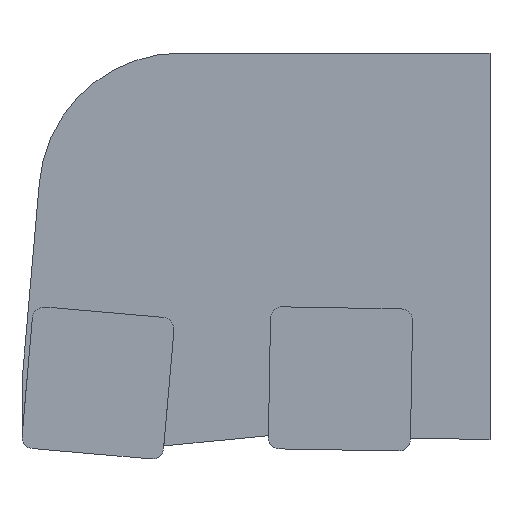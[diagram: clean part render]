
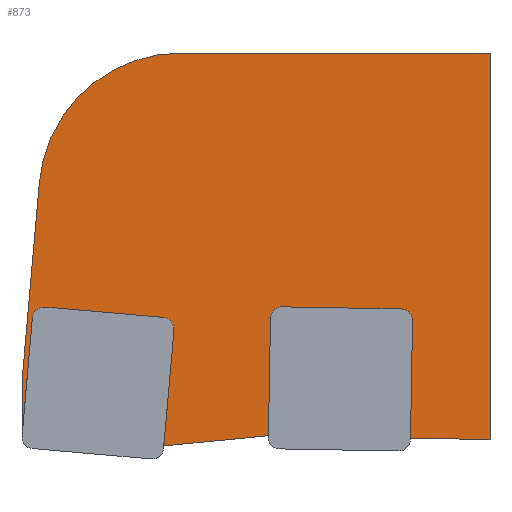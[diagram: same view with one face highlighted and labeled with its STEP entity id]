
A CAD part, left-side view. The second image highlights one B-rep face of the part: STEP entity #873.
In plain terms, the highlighted planar face has unit normal (-1, 0, 0).
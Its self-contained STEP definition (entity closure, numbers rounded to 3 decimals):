
#267=DIRECTION('',(0.,1.,0.017));
#268=VECTOR('',#267,8.2);
#269=CARTESIAN_POINT('',(0.,6.879,10.349));
#270=LINE('',#269,#268);
#274=CARTESIAN_POINT('',(0.,15.092,9.692));
#275=DIRECTION('',(-1.,0.,0.));
#276=DIRECTION('',(0.,-0.017,1.));
#277=AXIS2_PLACEMENT_3D('',#274,#275,#276);
#282=DIRECTION('',(0.,-0.017,1.));
#283=VECTOR('',#282,8.1);
#284=CARTESIAN_POINT('',(0.,16.033,
1.607));
#285=LINE('',#284,#283);
#289=DIRECTION('',(0.,-0.995,0.098));
#290=VECTOR('',#289,7.251);
#291=CARTESIAN_POINT('',(0.,23.249,0.9));
#292=LINE('',#291,#290);
#296=DIRECTION('',(0.,-0.087,0.996));
#297=VECTOR('',#296,8.03);
#298=CARTESIAN_POINT('',(0.,23.249,0.9));
#299=LINE('',#298,#297);
#303=CARTESIAN_POINT('',(0.,23.347,8.969));
#304=DIRECTION('',(-1.,0.,0.));
#305=DIRECTION('',(0.,-0.996,-0.087));
#306=AXIS2_PLACEMENT_3D('',#303,#304,#305);
#311=DIRECTION('',(0.,0.996,0.087));
#312=VECTOR('',#311,8.2);
#313=CARTESIAN_POINT('',(0.,23.277,9.766));
#314=LINE('',#313,#312);
#318=CARTESIAN_POINT('',(0.,31.515,9.683));
#319=DIRECTION('',(-1.,0.,0.));
#320=DIRECTION('',(0.,-0.087,0.996));
#321=AXIS2_PLACEMENT_3D('',#318,#319,#320);
#326=DIRECTION('',(0.,-0.087,0.996));
#327=VECTOR('',#326,7.891);
#328=CARTESIAN_POINT('',(0.,33.,1.893));
#329=LINE('',#328,#327);
#333=DIRECTION('',(0.,0.,-1.));
#334=VECTOR('',#333,3.827);
#335=CARTESIAN_POINT('',(0.,33.,5.72));
#336=LINE('',#335,#334);
#340=DIRECTION('',(0.,0.087,-0.996));
#341=VECTOR('',#340,13.385);
#342=CARTESIAN_POINT('',(0.,31.833,19.054));
#343=LINE('',#342,#341);
#347=CARTESIAN_POINT('',(0.,22.071,18.2));
#348=DIRECTION('',(-1.,0.,0.));
#349=DIRECTION('',(0.,0.,1.));
#350=AXIS2_PLACEMENT_3D('',#347,#348,#349);
#355=DIRECTION('',(0.,1.,0.));
#356=VECTOR('',#355,21.321);
#357=CARTESIAN_POINT('',(0.,0.75,28.));
#358=LINE('',#357,#356);
#362=DIRECTION('',(0.,0.,1.));
#363=VECTOR('',#362,26.66);
#364=CARTESIAN_POINT('',(0.,0.75,1.34));
#365=LINE('',#364,#363);
#369=DIRECTION('',(0.,1.,0.017));
#370=VECTOR('',#369,5.485);
#371=CARTESIAN_POINT('',(0.,0.75,1.34));
#372=LINE('',#371,#370);
#376=DIRECTION('',(0.,-0.017,1.));
#377=VECTOR('',#376,8.1);
#378=CARTESIAN_POINT('',(0.,6.234,1.436));
#379=LINE('',#378,#377);
#383=CARTESIAN_POINT('',(0.,6.893,9.549));
#384=DIRECTION('',(-1.,0.,0.));
#385=DIRECTION('',(0.,-1.,-0.017));
#386=AXIS2_PLACEMENT_3D('',#383,#384,#385);
#603=CARTESIAN_POINT('',(0.,22.071,28.));
#604=CARTESIAN_POINT('',(0.,31.833,19.054));
#605=VERTEX_POINT('',#603);
#606=VERTEX_POINT('',#604);
#615=CARTESIAN_POINT('',(0.,6.879,10.349));
#616=CARTESIAN_POINT('',(0.,15.078,10.492));
#617=VERTEX_POINT('',#615);
#618=VERTEX_POINT('',#616);
#619=CARTESIAN_POINT('',(0.,16.033,
1.607));
#620=CARTESIAN_POINT('',(0.,15.891,9.706));
#621=VERTEX_POINT('',#619);
#622=VERTEX_POINT('',#620);
#631=CARTESIAN_POINT('',(0.,23.249,0.9));
#632=CARTESIAN_POINT('',(0.,22.55,8.899));
#633=VERTEX_POINT('',#631);
#634=VERTEX_POINT('',#632);
#635=CARTESIAN_POINT('',(0.,23.277,9.766));
#636=CARTESIAN_POINT('',(0.,31.446,10.48));
#637=VERTEX_POINT('',#635);
#638=VERTEX_POINT('',#636);
#639=CARTESIAN_POINT('',(0.,33.,1.893));
#640=CARTESIAN_POINT('',(0.,32.312,9.753));
#641=VERTEX_POINT('',#639);
#642=VERTEX_POINT('',#640);
#675=CARTESIAN_POINT('',(0.,6.234,1.436));
#676=CARTESIAN_POINT('',(0.,6.093,9.535));
#677=VERTEX_POINT('',#675);
#678=VERTEX_POINT('',#676);
#683=CARTESIAN_POINT('',(0.,33.,5.72));
#684=VERTEX_POINT('',#683);
#695=CARTESIAN_POINT('',(0.,0.75,28.));
#696=VERTEX_POINT('',#695);
#701=CARTESIAN_POINT('',(0.,0.75,1.34));
#702=VERTEX_POINT('',#701);
#834=CARTESIAN_POINT('',(0.,0.,0.));
#835=DIRECTION('',(-1.,0.,0.));
#836=DIRECTION('',(0.,0.,1.));
#837=AXIS2_PLACEMENT_3D('',#834,#835,#836);
#838=PLANE('',#837);
#840=ORIENTED_EDGE('',*,*,#839,.T.);
#842=ORIENTED_EDGE('',*,*,#841,.T.);
#843=ORIENTED_EDGE('',*,*,#825,.F.);
#845=ORIENTED_EDGE('',*,*,#844,.F.);
#847=ORIENTED_EDGE('',*,*,#846,.T.);
#849=ORIENTED_EDGE('',*,*,#848,.T.);
#851=ORIENTED_EDGE('',*,*,#850,.T.);
#853=ORIENTED_EDGE('',*,*,#852,.T.);
#855=ORIENTED_EDGE('',*,*,#854,.F.);
#857=ORIENTED_EDGE('',*,*,#856,.F.);
#859=ORIENTED_EDGE('',*,*,#858,.F.);
#861=ORIENTED_EDGE('',*,*,#860,.F.);
#863=ORIENTED_EDGE('',*,*,#862,.F.);
#865=ORIENTED_EDGE('',*,*,#864,.F.);
#866=ORIENTED_EDGE('',*,*,#767,.T.);
#868=ORIENTED_EDGE('',*,*,#867,.T.);
#870=ORIENTED_EDGE('',*,*,#869,.T.);
#871=EDGE_LOOP('',(#840,#842,#843,#845,#847,#849,#851,#853,#855,#857,#859,#861,
#863,#865,#866,#868,#870));
#872=FACE_OUTER_BOUND('',#871,.F.);
#278=CIRCLE('',#277,0.8);
#307=CIRCLE('',#306,0.8);
#322=CIRCLE('',#321,0.8);
#351=CIRCLE('',#350,9.8);
#387=CIRCLE('',#386,0.8);
#767=EDGE_CURVE('',#702,#677,#372,.T.);
#825=EDGE_CURVE('',#621,#622,#285,.T.);
#839=EDGE_CURVE('',#617,#618,#270,.T.);
#841=EDGE_CURVE('',#618,#622,#278,.T.);
#844=EDGE_CURVE('',#633,#621,#292,.T.);
#846=EDGE_CURVE('',#633,#634,#299,.T.);
#848=EDGE_CURVE('',#634,#637,#307,.T.);
#850=EDGE_CURVE('',#637,#638,#314,.T.);
#852=EDGE_CURVE('',#638,#642,#322,.T.);
#854=EDGE_CURVE('',#641,#642,#329,.T.);
#856=EDGE_CURVE('',#684,#641,#336,.T.);
#858=EDGE_CURVE('',#606,#684,#343,.T.);
#860=EDGE_CURVE('',#605,#606,#351,.T.);
#862=EDGE_CURVE('',#696,#605,#358,.T.);
#864=EDGE_CURVE('',#702,#696,#365,.T.);
#867=EDGE_CURVE('',#677,#678,#379,.T.);
#869=EDGE_CURVE('',#678,#617,#387,.T.);
#873=ADVANCED_FACE('',(#872),#838,.T.);
